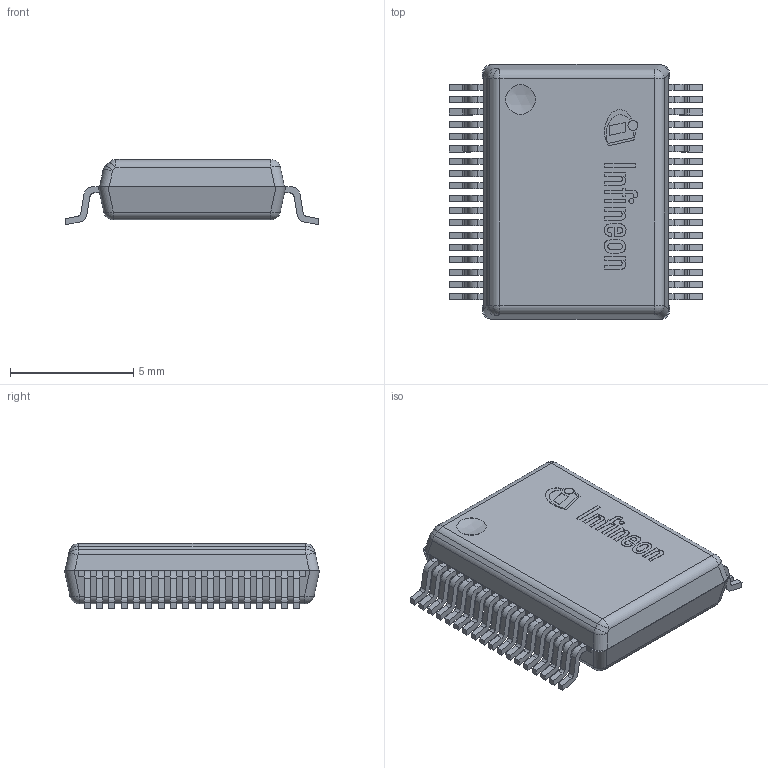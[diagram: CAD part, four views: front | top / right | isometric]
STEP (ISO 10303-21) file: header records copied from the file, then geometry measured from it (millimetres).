
FILE_DESCRIPTION(/* description */ (''),/* implementation_level */ '2;1');
FILE_NAME(/* name */ 'PG-DSO-36-85_Z8B00200647_V01_3D.stp',/* time_stamp */ '2023-11-09T11:03:49+05:30',/* author */ ('Subramani'),/* organization */ (''),/* preprocessor_version */ 'ST-DEVELOPER v19.2',/* originating_system */ 'AutoCAD Mechanical',/* authorisation */ '');
FILE_SCHEMA (('AUTOMOTIVE_DESIGN { 1 0 10303 214 3 1 1 }'));
Length unit declared in the file: millimetre
Products named in the file (1): Product
Bounding box: 10.3 x 10.35 x 2.66 mm (x, y, z)
Volume: 182.4 mm3; surface area: 465 mm2
Topology: 51 solids, 51 shells, 675 faces, 1683 edges, 1112 vertices
Faces by surface type: plane 473, bspline 164, cylinder 24, sphere 13, torus 1
Full cylindrical faces by diameter (mm): 0.201 x1, 0.403 x1, 1.2 x2, 2.4 x1
Entity records: 19165 total; most frequent: CARTESIAN_POINT 6631, ORIENTED_EDGE 3366, DIRECTION 1754, EDGE_CURVE 1683, VERTEX_POINT 1112, EDGE_LOOP 681, FACE_OUTER_BOUND 675, ADVANCED_FACE 675
